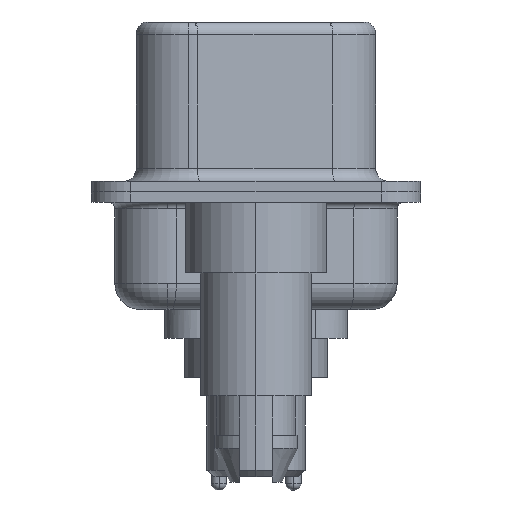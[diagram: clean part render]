
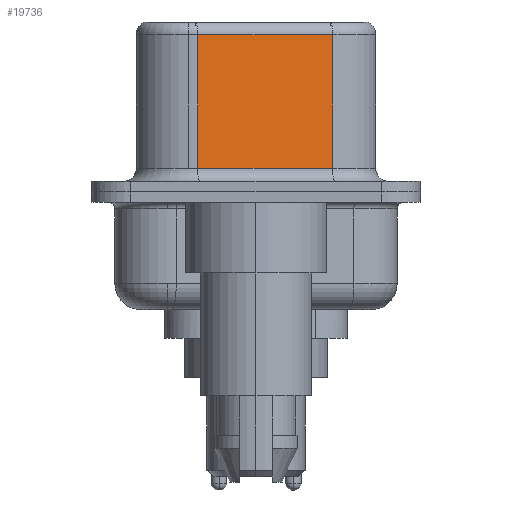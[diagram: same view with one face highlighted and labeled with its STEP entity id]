
A CAD part, left-side view. The second image highlights one B-rep face of the part: STEP entity #19736.
In plain terms, the highlighted planar face has unit normal (-0.985, -0.174, 0).
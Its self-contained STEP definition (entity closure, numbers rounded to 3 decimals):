
#270 = VERTEX_POINT ( 'NONE', #6122 ) ;
#754 = VECTOR ( 'NONE', #11099, 1000. ) ;
#2832 = LINE ( 'NONE', #22576, #24016 ) ;
#3627 = LINE ( 'NONE', #7396, #4284 ) ;
#4201 = EDGE_LOOP ( 'NONE', ( #5593, #22914, #25770, #13024 ) ) ;
#4284 = VECTOR ( 'NONE', #21757, 1000. ) ;
#5593 = ORIENTED_EDGE ( 'NONE', *, *, #12416, .F. ) ;
#6015 = VERTEX_POINT ( 'NONE', #14371 ) ;
#6122 = CARTESIAN_POINT ( 'NONE',  ( 4.58, -2.927, 6.02 ) ) ;
#6751 = LINE ( 'NONE', #13038, #11606 ) ;
#7396 = CARTESIAN_POINT ( 'NONE',  ( 4.58, -2.927, 6.52 ) ) ;
#7687 = DIRECTION ( 'NONE',  ( 0.985, 0.174, 0. ) ) ;
#11099 = DIRECTION ( 'NONE',  ( -0.174, 0.985, 0. ) ) ;
#11606 = VECTOR ( 'NONE', #23384, 1000. ) ;
#11703 = LINE ( 'NONE', #21304, #754 ) ;
#12416 = EDGE_CURVE ( 'NONE', #270, #16254, #3627, .T. ) ;
#12936 = CARTESIAN_POINT ( 'NONE',  ( 3.67, 2.233, 6.02 ) ) ;
#13024 = ORIENTED_EDGE ( 'NONE', *, *, #19891, .T. ) ;
#13038 = CARTESIAN_POINT ( 'NONE',  ( 3.67, 2.233, 6.52 ) ) ;
#13260 = VERTEX_POINT ( 'NONE', #12936 ) ;
#14326 = DIRECTION ( 'NONE',  ( 0.174, -0.985, 0. ) ) ;
#14371 = CARTESIAN_POINT ( 'NONE',  ( 3.67, 2.233, 0.9 ) ) ;
#15925 = CARTESIAN_POINT ( 'NONE',  ( 4.58, -2.927, 6.52 ) ) ;
#16254 = VERTEX_POINT ( 'NONE', #21747 ) ;
#17978 = PLANE ( 'NONE',  #22727 ) ;
#19736 = ADVANCED_FACE ( 'NONE', ( #26496 ), #17978, .F. ) ;
#19891 = EDGE_CURVE ( 'NONE', #6015, #16254, #2832, .T. ) ;
#21304 = CARTESIAN_POINT ( 'NONE',  ( 4.58, -2.927, 6.02 ) ) ;
#21747 = CARTESIAN_POINT ( 'NONE',  ( 4.58, -2.927, 0.9 ) ) ;
#21757 = DIRECTION ( 'NONE',  ( 0., 0., -1. ) ) ;
#22134 = DIRECTION ( 'NONE',  ( -0.174, 0.985, 0. ) ) ;
#22576 = CARTESIAN_POINT ( 'NONE',  ( 4.58, -2.927, 0.9 ) ) ;
#22727 = AXIS2_PLACEMENT_3D ( 'NONE', #15925, #7687, #22134 ) ;
#22914 = ORIENTED_EDGE ( 'NONE', *, *, #25790, .T. ) ;
#23384 = DIRECTION ( 'NONE',  ( 0., 0., -1. ) ) ;
#24016 = VECTOR ( 'NONE', #14326, 1000. ) ;
#25095 = EDGE_CURVE ( 'NONE', #13260, #6015, #6751, .T. ) ;
#25770 = ORIENTED_EDGE ( 'NONE', *, *, #25095, .T. ) ;
#25790 = EDGE_CURVE ( 'NONE', #270, #13260, #11703, .T. ) ;
#26496 = FACE_OUTER_BOUND ( 'NONE', #4201, .T. ) ;
